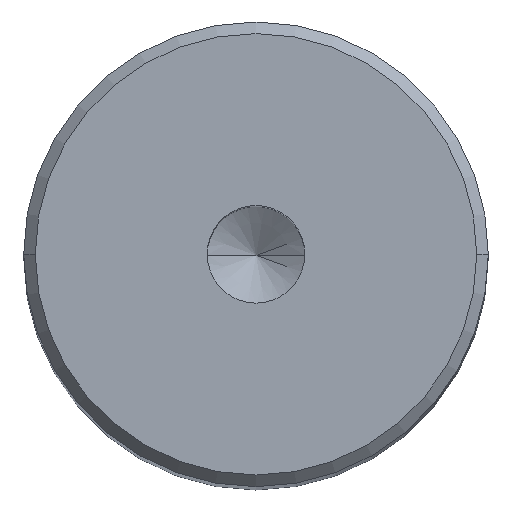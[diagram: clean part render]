
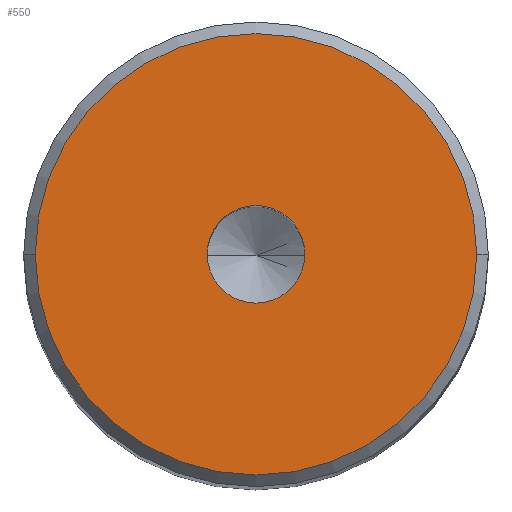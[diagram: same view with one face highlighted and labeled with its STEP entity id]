
A CAD part, top view. The second image highlights one B-rep face of the part: STEP entity #550.
In plain terms, the highlighted planar face has unit normal (0, 0, 1).
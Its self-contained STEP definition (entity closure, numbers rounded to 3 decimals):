
#2 = VERTEX_POINT ( 'NONE', #529 ) ;
#45 = FACE_BOUND ( 'NONE', #543, .T. ) ;
#96 = DIRECTION ( 'NONE',  ( 0., 0., 1. ) ) ;
#110 = DIRECTION ( 'NONE',  ( 1., 0., 0. ) ) ;
#130 = AXIS2_PLACEMENT_3D ( 'NONE', #483, #580, #167 ) ;
#134 = VERTEX_POINT ( 'NONE', #306 ) ;
#161 = ORIENTED_EDGE ( 'NONE', *, *, #290, .T. ) ;
#167 = DIRECTION ( 'NONE',  ( 1., 0., 0. ) ) ;
#177 = CARTESIAN_POINT ( 'NONE',  ( 0., 0., 0. ) ) ;
#181 = DIRECTION ( 'NONE',  ( 0., 0., 1. ) ) ;
#203 = EDGE_LOOP ( 'NONE', ( #497, #161 ) ) ;
#219 = CIRCLE ( 'NONE', #341, 2.1 ) ;
#241 = DIRECTION ( 'NONE',  ( 0., 0., 1. ) ) ;
#246 = ORIENTED_EDGE ( 'NONE', *, *, #344, .F. ) ;
#275 = EDGE_CURVE ( 'NONE', #134, #285, #440, .T. ) ;
#281 = DIRECTION ( 'NONE',  ( 1., 0., 0. ) ) ;
#285 = VERTEX_POINT ( 'NONE', #340 ) ;
#290 = EDGE_CURVE ( 'NONE', #285, #134, #521, .T. ) ;
#304 = AXIS2_PLACEMENT_3D ( 'NONE', #177, #96, #281 ) ;
#306 = CARTESIAN_POINT ( 'NONE',  ( -9.5, 0., 0. ) ) ;
#340 = CARTESIAN_POINT ( 'NONE',  ( 9.5, 0., 0. ) ) ;
#341 = AXIS2_PLACEMENT_3D ( 'NONE', #406, #504, #110 ) ;
#344 = EDGE_CURVE ( 'NONE', #493, #2, #573, .T. ) ;
#353 = AXIS2_PLACEMENT_3D ( 'NONE', #457, #181, #538 ) ;
#360 = CARTESIAN_POINT ( 'NONE',  ( 0., 0., 0. ) ) ;
#385 = AXIS2_PLACEMENT_3D ( 'NONE', #360, #241, #561 ) ;
#397 = PLANE ( 'NONE',  #353 ) ;
#406 = CARTESIAN_POINT ( 'NONE',  ( 0., 0., 0. ) ) ;
#438 = EDGE_CURVE ( 'NONE', #2, #493, #219, .T. ) ;
#440 = CIRCLE ( 'NONE', #385, 9.5 ) ;
#448 = CARTESIAN_POINT ( 'NONE',  ( 2.1, 0., 0. ) ) ;
#452 = FACE_OUTER_BOUND ( 'NONE', #203, .T. ) ;
#457 = CARTESIAN_POINT ( 'NONE',  ( 0., 0., 0. ) ) ;
#483 = CARTESIAN_POINT ( 'NONE',  ( 0., 0., 0. ) ) ;
#493 = VERTEX_POINT ( 'NONE', #448 ) ;
#497 = ORIENTED_EDGE ( 'NONE', *, *, #275, .T. ) ;
#504 = DIRECTION ( 'NONE',  ( 0., 0., 1. ) ) ;
#521 = CIRCLE ( 'NONE', #130, 9.5 ) ;
#529 = CARTESIAN_POINT ( 'NONE',  ( -2.1, 0., 0. ) ) ;
#538 = DIRECTION ( 'NONE',  ( 1., 0., 0. ) ) ;
#543 = EDGE_LOOP ( 'NONE', ( #246, #581 ) ) ;
#550 = ADVANCED_FACE ( 'NONE', ( #45, #452 ), #397, .T. ) ;
#561 = DIRECTION ( 'NONE',  ( 1., 0., 0. ) ) ;
#573 = CIRCLE ( 'NONE', #304, 2.1 ) ;
#580 = DIRECTION ( 'NONE',  ( 0., 0., 1. ) ) ;
#581 = ORIENTED_EDGE ( 'NONE', *, *, #438, .F. ) ;
